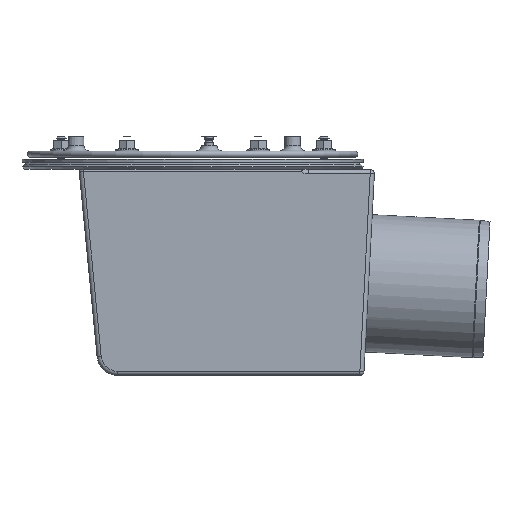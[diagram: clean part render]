
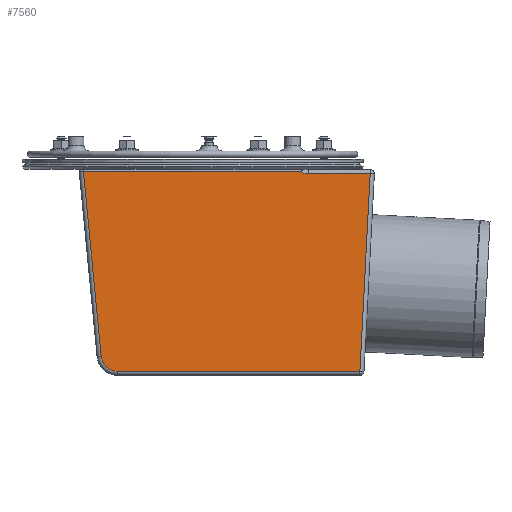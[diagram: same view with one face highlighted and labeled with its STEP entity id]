
A CAD part, front view. The second image highlights one B-rep face of the part: STEP entity #7560.
In plain terms, the highlighted planar face has unit normal (0, -1, 0).
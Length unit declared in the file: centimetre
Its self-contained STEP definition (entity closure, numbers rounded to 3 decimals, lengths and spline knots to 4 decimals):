
#79=B_SPLINE_CURVE_WITH_KNOTS('',3,(#12685,#12686,#12687,#12688,#12689,
#12690,#12691),.UNSPECIFIED.,.F.,.F.,(4,1,1,1,4),(9.4313,10.8419,
11.896,14.0042,16.1125),.UNSPECIFIED.);
#544=PLANE('',#8298);
#834=FACE_OUTER_BOUND('',#1379,.T.);
#1379=EDGE_LOOP('',(#5616,#5617,#5618,#5619,#5620,#5621,#5622));
#1987=LINE('',#12702,#2392);
#1990=LINE('',#12709,#2395);
#1993=LINE('',#12716,#2398);
#1995=LINE('',#12724,#2400);
#1996=LINE('',#12734,#2401);
#2392=VECTOR('',#9806,1.);
#2395=VECTOR('',#9813,1.);
#2398=VECTOR('',#9822,1.);
#2400=VECTOR('',#9830,1.);
#2401=VECTOR('',#9843,1.);
#2811=CIRCLE('',#8285,16.);
#3360=VERTEX_POINT('',#12603);
#3363=VERTEX_POINT('',#12632);
#3364=VERTEX_POINT('',#12684);
#3366=VERTEX_POINT('',#12705);
#3368=VERTEX_POINT('',#12714);
#3371=VERTEX_POINT('',#12722);
#3373=VERTEX_POINT('',#12727);
#4155=EDGE_CURVE('',#3360,#3364,#79,.T.);
#4158=EDGE_CURVE('',#3364,#3363,#1987,.T.);
#4162=EDGE_CURVE('',#3363,#3366,#1990,.T.);
#4166=EDGE_CURVE('',#3368,#3360,#1993,.T.);
#4170=EDGE_CURVE('',#3371,#3368,#1995,.T.);
#4172=EDGE_CURVE('',#3373,#3371,#2811,.T.);
#4175=EDGE_CURVE('',#3366,#3373,#1996,.T.);
#5616=ORIENTED_EDGE('',*,*,#4155,.F.);
#5617=ORIENTED_EDGE('',*,*,#4166,.F.);
#5618=ORIENTED_EDGE('',*,*,#4170,.F.);
#5619=ORIENTED_EDGE('',*,*,#4172,.F.);
#5620=ORIENTED_EDGE('',*,*,#4175,.F.);
#5621=ORIENTED_EDGE('',*,*,#4162,.F.);
#5622=ORIENTED_EDGE('',*,*,#4158,.F.);
#7560=ADVANCED_FACE('',(#834),#544,.T.);
#8285=AXIS2_PLACEMENT_3D('',#12729,#9835,#9836);
#8298=AXIS2_PLACEMENT_3D('',#12760,#9868,#9869);
#9806=DIRECTION('',(1.,0.,0.));
#9813=DIRECTION('',(-0.052,0.,-0.999));
#9822=DIRECTION('',(1.,0.,0.));
#9830=DIRECTION('',(-0.096,0.,0.995));
#9835=DIRECTION('center_axis',(0.,1.,0.));
#9836=DIRECTION('ref_axis',(-0.672,0.,-0.74));
#9843=DIRECTION('',(-1.,0.,0.));
#9868=DIRECTION('center_axis',(0.,-1.,0.));
#9869=DIRECTION('ref_axis',(1.,0.,0.));
#12603=CARTESIAN_POINT('',(174.9637,-110.,163.2355));
#12632=CARTESIAN_POINT('',(241.2849,-110.,161.2355));
#12684=CARTESIAN_POINT('',(181.2139,-110.,161.2355));
#12685=CARTESIAN_POINT('Ctrl Pts',(174.9635,-110.,163.2353));
#12686=CARTESIAN_POINT('Ctrl Pts',(175.3324,-110.,162.9443));
#12687=CARTESIAN_POINT('Ctrl Pts',(176.0253,-110.,162.4964));
#12688=CARTESIAN_POINT('Ctrl Pts',(177.4081,-110.,161.8504));
#12689=CARTESIAN_POINT('Ctrl Pts',(179.1064,-110.,161.3647));
#12690=CARTESIAN_POINT('Ctrl Pts',(180.5112,-110.,161.2355));
#12691=CARTESIAN_POINT('Ctrl Pts',(181.2139,-110.,161.2355));
#12702=CARTESIAN_POINT('',(152.2835,-110.,161.2355));
#12705=CARTESIAN_POINT('',(231.275,-110.,-29.7645));
#12709=CARTESIAN_POINT('',(240.8105,-110.,152.1831));
#12714=CARTESIAN_POINT('',(-36.0963,-110.,163.2355));
#12716=CARTESIAN_POINT('',(240.3359,-110.,163.2355));
#12722=CARTESIAN_POINT('',(-18.9055,-110.,-15.2981));
#12724=CARTESIAN_POINT('',(-34.5646,-110.,147.3279));
#12727=CARTESIAN_POINT('',(-2.9792,-110.,-29.7645));
#12729=CARTESIAN_POINT('Origin',(-2.9792,-110.,-13.7645));
#12734=CARTESIAN_POINT('',(116.0439,-110.,-29.7645));
#12760=CARTESIAN_POINT('Origin',(235.067,-110.,157.2355));
